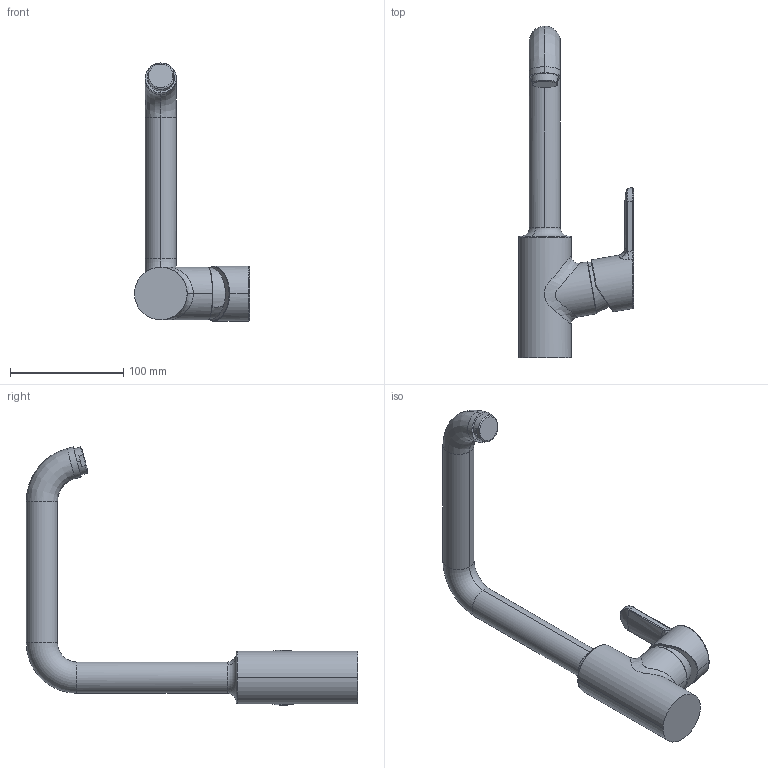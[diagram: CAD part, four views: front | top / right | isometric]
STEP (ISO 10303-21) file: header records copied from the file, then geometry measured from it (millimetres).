
FILE_DESCRIPTION (( 'STEP AP203' ), '1' );
FILE_NAME ('49202203.STEP', '2018-07-30T07:26:15', ( '' ), ( '' ), 'SwSTEP 2.0', 'SolidWorks 2016', '' );
FILE_SCHEMA (( 'CONFIG_CONTROL_DESIGN' ));
Length unit declared in the file: millimetre
Products named in the file (1): 49202203
Bounding box: 101.55 x 292.4 x 227.83 mm (x, y, z)
Volume: 509757.2 mm3; surface area: 66771.5 mm2
Topology: 1 solids, 3 shells, 106 faces, 265 edges, 166 vertices
Faces by surface type: bspline 39, cylinder 29, plane 20, torus 10, cone 8
Entity records: 9204 total; most frequent: CARTESIAN_POINT 6958, ORIENTED_EDGE 530, DIRECTION 327, EDGE_CURVE 265, VERTEX_POINT 166, AXIS2_PLACEMENT_3D 133, B_SPLINE_CURVE_WITH_KNOTS 130, EDGE_LOOP 109
